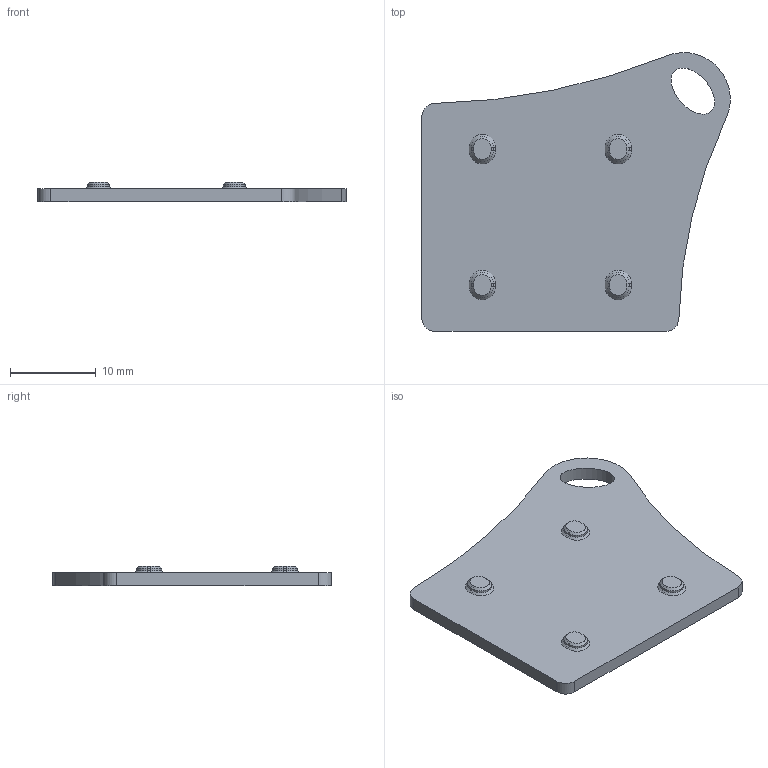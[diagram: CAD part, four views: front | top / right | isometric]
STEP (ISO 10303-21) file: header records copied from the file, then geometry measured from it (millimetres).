
FILE_DESCRIPTION(/* description */ (''),/* implementation_level */ '2;1');
FILE_NAME(/* name */ 'Keychain Angle_1.stp',/* time_stamp */ '2025-04-10T01:26:59-04:00',/* author */ ('Ryan'),/* organization */ (''),/* preprocessor_version */ 'ST-DEVELOPER v20',/* originating_system */ 'Autodesk Inventor 2024',/* authorisation */ '');
FILE_SCHEMA (('AUTOMOTIVE_DESIGN { 1 0 10303 214 3 1 1 }'));
Length unit declared in the file: inch
Products named in the file (1): Keychain Angle_1
Bounding box: 36 x 32.55 x 2.29 mm (x, y, z)
Volume: 1424.7 mm3; surface area: 2073.1 mm2
Topology: 1 solids, 1 shells, 63 faces, 139 edges, 82 vertices
Faces by surface type: plane 32, cone 16, cylinder 14, bspline 1
Entity records: 1765 total; most frequent: DIRECTION 311, CARTESIAN_POINT 302, ORIENTED_EDGE 278, EDGE_CURVE 139, AXIS2_PLACEMENT_3D 109, LINE 93, VECTOR 93, VERTEX_POINT 82
